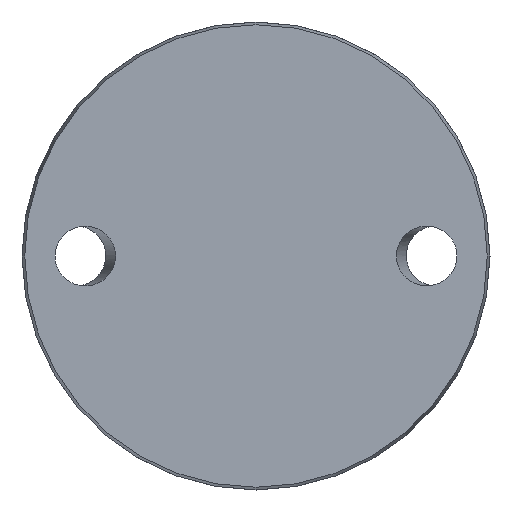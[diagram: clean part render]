
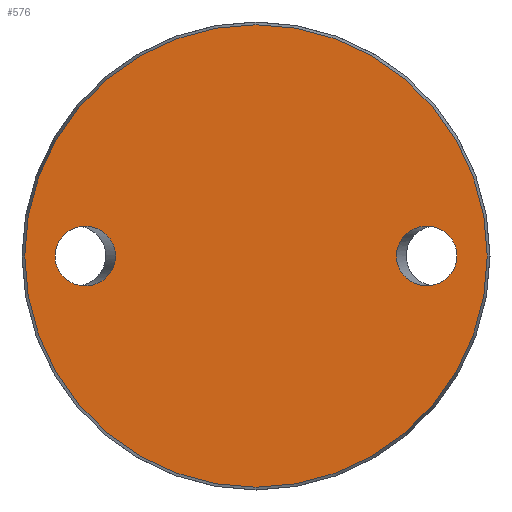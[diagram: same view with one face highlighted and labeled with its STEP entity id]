
A CAD part, front view. The second image highlights one B-rep face of the part: STEP entity #576.
In plain terms, the highlighted planar face has unit normal (0, -1, 0).
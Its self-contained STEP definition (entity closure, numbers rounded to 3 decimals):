
#17 = CARTESIAN_POINT ( 'NONE',  ( 42.087, 0., -12.5 ) ) ;
#27 = CARTESIAN_POINT ( 'NONE',  ( 0., 0., 0. ) ) ;
#48 = CARTESIAN_POINT ( 'NONE',  ( -42.087, 0., 12.5 ) ) ;
#64 = PLANE ( 'NONE',  #517 ) ;
#92 = EDGE_CURVE ( 'NONE', #698, #698, #389, .T. ) ;
#110 = CARTESIAN_POINT ( 'NONE',  ( -42.087, 0., 0. ) ) ;
#164 = EDGE_LOOP ( 'NONE', ( #708 ) ) ;
#202 = AXIS2_PLACEMENT_3D ( 'NONE', #27, #622, #398 ) ;
#206 = CARTESIAN_POINT ( 'NONE',  ( 42.087, 0., 12.5 ) ) ;
#232 = CARTESIAN_POINT ( 'NONE',  ( -42.087, 0., 0. ) ) ;
#246 = DIRECTION ( 'NONE',  ( 0., 0., 1. ) ) ;
#265 = CARTESIAN_POINT ( 'NONE',  ( 29.413, 0., 0. ) ) ;
#284 = CARTESIAN_POINT ( 'NONE',  ( -29.413, 0., 12.5 ) ) ;
#291 = VERTEX_POINT ( 'NONE', #475 ) ;
#308 = FACE_OUTER_BOUND ( 'NONE', #368, .T. ) ;
#329 = CARTESIAN_POINT ( 'NONE',  ( 42.087, 0., 0. ) ) ;
#332 =( BOUNDED_CURVE ( )  B_SPLINE_CURVE ( 3, ( #232, #48, #284, #474, #529, #650, #110 ),
 .UNSPECIFIED., .T., .F. ) 
 B_SPLINE_CURVE_WITH_KNOTS ( ( 4, 3, 4 ),
 ( 0., 3.142, 6.283 ),
 .UNSPECIFIED. ) 
 CURVE ( )  GEOMETRIC_REPRESENTATION_ITEM ( )  RATIONAL_B_SPLINE_CURVE ( ( 1., 0.333, 0.333, 1., 0.333, 0.333, 1. ) ) 
 REPRESENTATION_ITEM ( '' )  );
#360 = CARTESIAN_POINT ( 'NONE',  ( 42.087, 0., 0. ) ) ;
#368 = EDGE_LOOP ( 'NONE', ( #633 ) ) ;
#389 = CIRCLE ( 'NONE', #202, 48.425 ) ;
#394 = EDGE_CURVE ( 'NONE', #291, #291, #332, .T. ) ;
#398 = DIRECTION ( 'NONE',  ( 0., 0., -1. ) ) ;
#407 =( BOUNDED_CURVE ( )  B_SPLINE_CURVE ( 3, ( #329, #17, #563, #265, #511, #206, #742 ),
 .UNSPECIFIED., .T., .F. ) 
 B_SPLINE_CURVE_WITH_KNOTS ( ( 4, 3, 4 ),
 ( 0., 3.142, 6.283 ),
 .UNSPECIFIED. ) 
 CURVE ( )  GEOMETRIC_REPRESENTATION_ITEM ( )  RATIONAL_B_SPLINE_CURVE ( ( 1., 0.333, 0.333, 1., 0.333, 0.333, 1. ) ) 
 REPRESENTATION_ITEM ( '' )  );
#474 = CARTESIAN_POINT ( 'NONE',  ( -29.413, 0., 0. ) ) ;
#475 = CARTESIAN_POINT ( 'NONE',  ( -42.087, 0., 0. ) ) ;
#488 = ORIENTED_EDGE ( 'NONE', *, *, #769, .T. ) ;
#511 = CARTESIAN_POINT ( 'NONE',  ( 29.413, 0., 12.5 ) ) ;
#517 = AXIS2_PLACEMENT_3D ( 'NONE', #548, #726, #246 ) ;
#529 = CARTESIAN_POINT ( 'NONE',  ( -29.413, 0., -12.5 ) ) ;
#548 = CARTESIAN_POINT ( 'NONE',  ( -48.425, 0., 0. ) ) ;
#562 = EDGE_LOOP ( 'NONE', ( #488 ) ) ;
#563 = CARTESIAN_POINT ( 'NONE',  ( 29.413, 0., -12.5 ) ) ;
#576 = ADVANCED_FACE ( 'NONE', ( #608, #600, #308 ), #64, .F. ) ;
#593 = CARTESIAN_POINT ( 'NONE',  ( 0., 0., -48.425 ) ) ;
#600 = FACE_BOUND ( 'NONE', #562, .T. ) ;
#608 = FACE_BOUND ( 'NONE', #164, .T. ) ;
#622 = DIRECTION ( 'NONE',  ( 0., -1., 0. ) ) ;
#633 = ORIENTED_EDGE ( 'NONE', *, *, #92, .T. ) ;
#640 = VERTEX_POINT ( 'NONE', #360 ) ;
#650 = CARTESIAN_POINT ( 'NONE',  ( -42.087, 0., -12.5 ) ) ;
#698 = VERTEX_POINT ( 'NONE', #593 ) ;
#708 = ORIENTED_EDGE ( 'NONE', *, *, #394, .T. ) ;
#726 = DIRECTION ( 'NONE',  ( 0., 1., 0. ) ) ;
#742 = CARTESIAN_POINT ( 'NONE',  ( 42.087, 0., 0. ) ) ;
#769 = EDGE_CURVE ( 'NONE', #640, #640, #407, .T. ) ;
